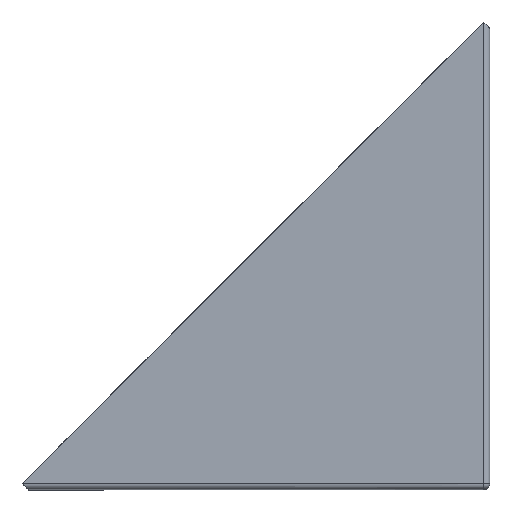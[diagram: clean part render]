
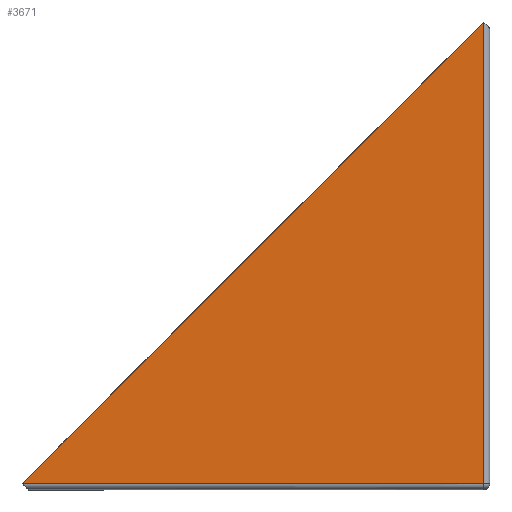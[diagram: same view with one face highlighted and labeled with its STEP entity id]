
A CAD part, top view. The second image highlights one B-rep face of the part: STEP entity #3671.
In plain terms, the highlighted planar face has unit normal (0, 0, 1).
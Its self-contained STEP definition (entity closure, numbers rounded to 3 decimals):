
#39 = CARTESIAN_POINT ( 'NONE',  ( -75.953, -73.953, 38. ) ) ;
#160 = ORIENTED_EDGE ( 'NONE', *, *, #6055, .T. ) ;
#240 = LINE ( 'NONE', #8896, #5911 ) ;
#607 = CARTESIAN_POINT ( 'NONE',  ( -74.953, -74.953, 38. ) ) ;
#816 = DIRECTION ( 'NONE',  ( -0.707, -0.707, 0. ) ) ;
#958 = CARTESIAN_POINT ( 'NONE',  ( -1., -74.953, 38. ) ) ;
#986 = CARTESIAN_POINT ( 'NONE',  ( -1., -73.953, 38. ) ) ;
#1068 = ORIENTED_EDGE ( 'NONE', *, *, #5876, .T. ) ;
#1287 = VERTEX_POINT ( 'NONE', #3891 ) ;
#1299 = VERTEX_POINT ( 'NONE', #986 ) ;
#1626 = ORIENTED_EDGE ( 'NONE', *, *, #4780, .T. ) ;
#1650 = EDGE_LOOP ( 'NONE', ( #1626, #5792, #160, #1068, #8134 ) ) ;
#1659 = VERTEX_POINT ( 'NONE', #39 ) ;
#1738 = VECTOR ( 'NONE', #7606, 1000. ) ;
#1744 = LINE ( 'NONE', #1870, #4768 ) ;
#1870 = CARTESIAN_POINT ( 'NONE',  ( 0., -73.953, 38. ) ) ;
#2363 = VERTEX_POINT ( 'NONE', #3763 ) ;
#3671 = ADVANCED_FACE ( 'NONE', ( #4677 ), #8409, .F. ) ;
#3718 = CARTESIAN_POINT ( 'NONE',  ( -1.047, 1.047, 38. ) ) ;
#3763 = CARTESIAN_POINT ( 'NONE',  ( -1., 1., 38. ) ) ;
#3890 = EDGE_CURVE ( 'NONE', #1287, #1659, #5014, .T. ) ;
#3891 = CARTESIAN_POINT ( 'NONE',  ( -76., -73.907, 38. ) ) ;
#3943 = LINE ( 'NONE', #958, #1738 ) ;
#3996 = CARTESIAN_POINT ( 'NONE',  ( 0., -74.953, 38. ) ) ;
#4677 = FACE_OUTER_BOUND ( 'NONE', #1650, .T. ) ;
#4765 = DIRECTION ( 'NONE',  ( -1., 0., 0. ) ) ;
#4768 = VECTOR ( 'NONE', #6322, 1000. ) ;
#4780 = EDGE_CURVE ( 'NONE', #1659, #1299, #1744, .T. ) ;
#5014 = LINE ( 'NONE', #607, #8700 ) ;
#5413 = EDGE_CURVE ( 'NONE', #1299, #2363, #3943, .T. ) ;
#5792 = ORIENTED_EDGE ( 'NONE', *, *, #5413, .T. ) ;
#5876 = EDGE_CURVE ( 'NONE', #8262, #1287, #240, .T. ) ;
#5911 = VECTOR ( 'NONE', #816, 1000. ) ;
#5998 = AXIS2_PLACEMENT_3D ( 'NONE', #3996, #9177, #4765 ) ;
#6055 = EDGE_CURVE ( 'NONE', #2363, #8262, #6483, .T. ) ;
#6322 = DIRECTION ( 'NONE',  ( 1., 0., 0. ) ) ;
#6483 = LINE ( 'NONE', #7805, #8203 ) ;
#7262 = DIRECTION ( 'NONE',  ( 0.707, -0.707, 0. ) ) ;
#7606 = DIRECTION ( 'NONE',  ( 0., 1., 0. ) ) ;
#7805 = CARTESIAN_POINT ( 'NONE',  ( 0., 0., 38. ) ) ;
#8134 = ORIENTED_EDGE ( 'NONE', *, *, #3890, .T. ) ;
#8203 = VECTOR ( 'NONE', #8557, 1000. ) ;
#8262 = VERTEX_POINT ( 'NONE', #3718 ) ;
#8409 = PLANE ( 'NONE',  #5998 ) ;
#8557 = DIRECTION ( 'NONE',  ( -0.707, 0.707, 0. ) ) ;
#8700 = VECTOR ( 'NONE', #7262, 1000. ) ;
#8896 = CARTESIAN_POINT ( 'NONE',  ( -1.047, 1.047, 38. ) ) ;
#9177 = DIRECTION ( 'NONE',  ( 0., 0., -1. ) ) ;
